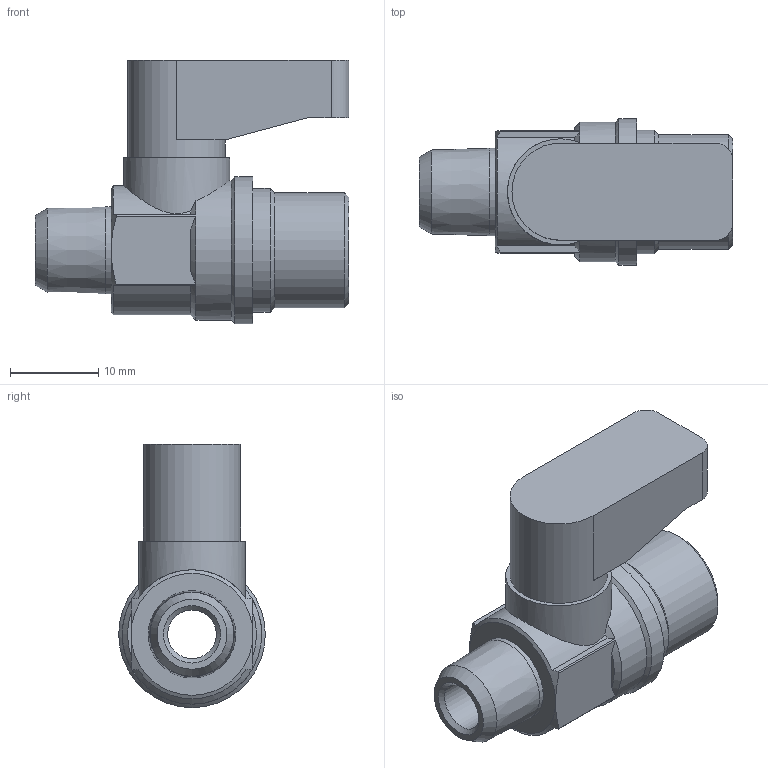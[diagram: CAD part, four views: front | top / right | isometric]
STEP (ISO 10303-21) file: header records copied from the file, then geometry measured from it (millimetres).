
FILE_DESCRIPTION(( 'MV.36.18.18.STP' ), '1');
FILE_NAME( 'MV.36.18.18.STP', '2018-10-05T11:23:13',( 'Sopra'),('sopra-pneumatic.com'), 'SwSTEP 2.0','SolidWorks 2009','' );
FILE_SCHEMA (('AUTOMOTIVE_DESIGN { 1 0 10303 214 1 1 1 1 }'));
Length unit declared in the file: millimetre
Products named in the file (7): Root; PTFE-Dichtung; Kugel; Verschraubung; Körper; Griff
Assembly tree (6 placements, depth 3):
  Root
    PTFE-Dichtung
    Kugel
    Verschraubung
      PTFE-Dichtung
    Körper
      Griff
Bounding box: 35.5 x 16.6 x 29.8 mm (x, y, z)
Volume: 6489.7 mm3; surface area: 5631.2 mm2
Topology: 6 solids, 6 shells, 117 faces, 270 edges, 177 vertices
Faces by surface type: plane 64, cylinder 31, cone 19, sphere 2, torus 1
Full cylindrical faces by diameter (mm): 5.5 x3, 5.9 x4, 7 x1, 8 x1, 8.566 x1, 9.884 x1, 9.9 x4, 10 x2, 10.773 x1, 10.873 x1, 11 x1, 12 x2, 13 x1, 14 x1, 15.8 x1, 16.6 x1
Entity records: 6650 total; most frequent: CARTESIAN_POINT 1924, DIRECTION 581, PRESENTATION_STYLE_ASSIGNMENT 426, COLOUR_RGB 423, DRAUGHTING_PRE_DEFINED_CURVE_FONT 420, CURVE_STYLE 420, OVER_RIDING_STYLED_ITEM 420, ORIENTED_EDGE 420
